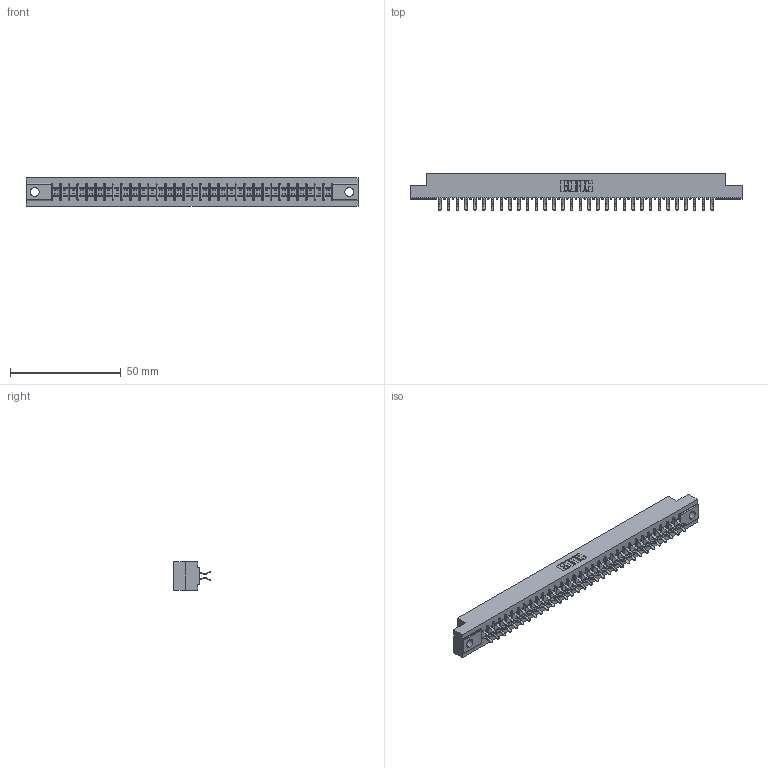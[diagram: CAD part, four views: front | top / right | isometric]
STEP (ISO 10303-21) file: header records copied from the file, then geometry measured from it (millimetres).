
FILE_DESCRIPTION (( 'STEP AP203' ), '1' );
FILE_NAME ('305-064-556-204.STEP', '2019-09-10T03:03:17', ( '' ), ( '' ), 'SwSTEP 2.0', 'SolidWorks 2016', '' );
FILE_SCHEMA (( 'CONFIG_CONTROL_DESIGN' ));
Length unit declared in the file: inch
Products named in the file (3): 305-064-556-204; 305 Part_.156 Dia; 305-290-001_556
Assembly tree (65 placements, depth 2):
  305-064-556-204
    305 Part_.156 Dia
    305-290-001_556  x64
Bounding box: 149.81 x 16.64 x 12.7 mm (x, y, z)
Volume: 15448.4 mm3; surface area: 19293.3 mm2
Topology: 65 solids, 65 shells, 3714 faces, 10688 edges, 6952 vertices
Faces by surface type: plane 2066, cylinder 1520, sphere 128
Entity records: 36505 total; most frequent: CARTESIAN_POINT 6048, ORIENTED_EDGE 6000, DIRECTION 5854, EDGE_CURVE 3000, VECTOR 2418, LINE 2418, VERTEX_POINT 1912, AXIS2_PLACEMENT_3D 1718
